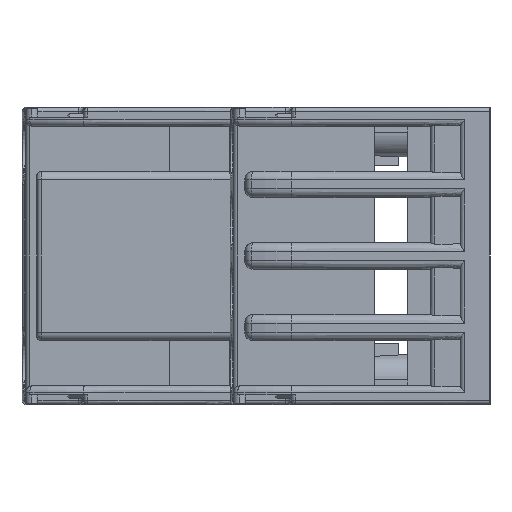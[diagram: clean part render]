
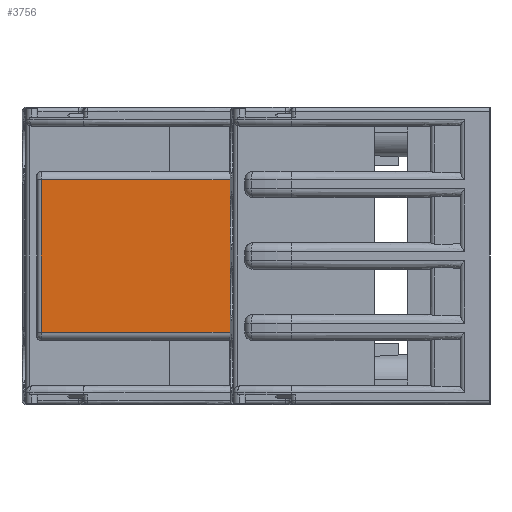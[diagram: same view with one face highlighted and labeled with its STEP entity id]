
A CAD part, left-side view. The second image highlights one B-rep face of the part: STEP entity #3756.
In plain terms, the highlighted planar face has unit normal (-1, 0.009, 0).
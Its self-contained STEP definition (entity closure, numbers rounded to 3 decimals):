
#1070 = CARTESIAN_POINT ( 'NONE',  ( -29.219, 23.595, -6.9 ) ) ;
#1087 = CARTESIAN_POINT ( 'NONE',  ( -29.07, 40.729, -6.9 ) ) ;
#1121 = CARTESIAN_POINT ( 'NONE',  ( -29.07, 40.729, 6.9 ) ) ;
#1142 = CARTESIAN_POINT ( 'NONE',  ( -29.219, 23.595, 6.9 ) ) ;
#1992 = CARTESIAN_POINT ( 'NONE',  ( -29.219, 23.595, 13.5 ) ) ;
#1994 = DIRECTION ( 'NONE',  ( 0., 0., -1. ) ) ;
#3756 = ADVANCED_FACE ( 'NONE', ( #25889 ), #59025, .T. ) ;
#8072 = CARTESIAN_POINT ( 'NONE',  ( -29.07, 40.729, -6.9 ) ) ;
#8081 = DIRECTION ( 'NONE',  ( 0., 0., -1. ) ) ;
#8344 = CARTESIAN_POINT ( 'NONE',  ( -29.066, 41.108, 6.9 ) ) ;
#8347 = DIRECTION ( 'NONE',  ( 0.009, 1., 0. ) ) ;
#8360 = CARTESIAN_POINT ( 'NONE',  ( -29.219, 23.595, -6.9 ) ) ;
#8363 = DIRECTION ( 'NONE',  ( -0.009, -1., 0. ) ) ;
#9428 = LINE ( 'NONE', #8072, #9440 ) ;
#9440 = VECTOR ( 'NONE', #8081, 1000. ) ;
#9572 = LINE ( 'NONE', #8344, #9575 ) ;
#9575 = VECTOR ( 'NONE', #8347, 1000. ) ;
#9581 = LINE ( 'NONE', #8360, #9584 ) ;
#9584 = VECTOR ( 'NONE', #8363, 1000. ) ;
#18048 = LINE ( 'NONE', #1992, #18049 ) ;
#18049 = VECTOR ( 'NONE', #1994, 1000. ) ;
#23335 = AXIS2_PLACEMENT_3D ( 'NONE', #59028, #59038, #59040 ) ;
#25889 = FACE_OUTER_BOUND ( 'NONE', #52736, .T. ) ;
#41797 = ORIENTED_EDGE ( 'NONE', *, *, #43070, .T. ) ;
#41799 = ORIENTED_EDGE ( 'NONE', *, *, #42935, .T. ) ;
#41801 = ORIENTED_EDGE ( 'NONE', *, *, #43080, .T. ) ;
#41804 = ORIENTED_EDGE ( 'NONE', *, *, #45262, .F. ) ;
#42415 = VERTEX_POINT ( 'NONE', #1070 ) ;
#42424 = VERTEX_POINT ( 'NONE', #1087 ) ;
#42445 = VERTEX_POINT ( 'NONE', #1121 ) ;
#42457 = VERTEX_POINT ( 'NONE', #1142 ) ;
#42935 = EDGE_CURVE ( 'NONE', #42445, #42424, #9428, .T. ) ;
#43070 = EDGE_CURVE ( 'NONE', #42457, #42445, #9572, .T. ) ;
#43080 = EDGE_CURVE ( 'NONE', #42424, #42415, #9581, .T. ) ;
#45262 = EDGE_CURVE ( 'NONE', #42457, #42415, #18048, .T. ) ;
#52736 = EDGE_LOOP ( 'NONE', ( #41797, #41799, #41801, #41804 ) ) ;
#59025 = PLANE ( 'NONE',  #23335 ) ;
#59028 = CARTESIAN_POINT ( 'NONE',  ( -29.1, 37.25, 9.75 ) ) ;
#59038 = DIRECTION ( 'NONE',  ( -1., 0.009, 0. ) ) ;
#59040 = DIRECTION ( 'NONE',  ( -0.009, -1., 0. ) ) ;
